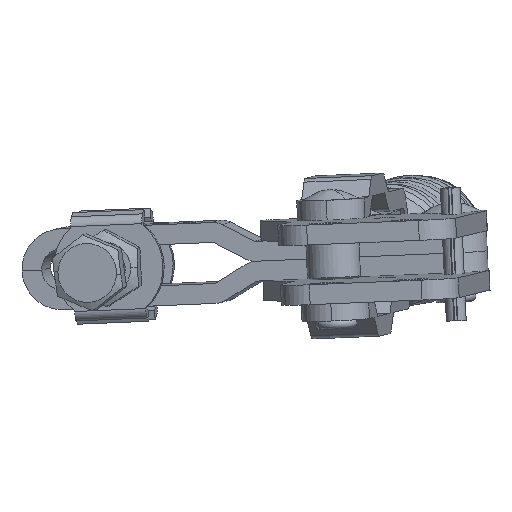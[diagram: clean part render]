
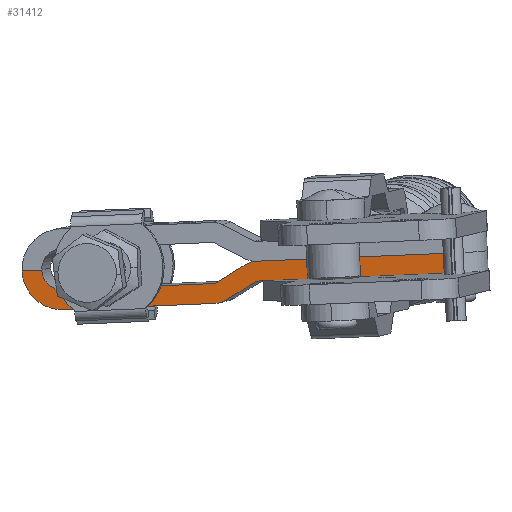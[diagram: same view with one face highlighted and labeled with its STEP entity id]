
A CAD part, front view. The second image highlights one B-rep face of the part: STEP entity #31412.
In plain terms, the highlighted face is planar.
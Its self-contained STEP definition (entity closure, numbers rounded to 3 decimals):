
#19283 = CARTESIAN_POINT ( 'NONE',  ( 971.714, 269.583, 0. ) ) ;
#19284 = DIRECTION ( 'NONE',  ( 1., 0., 0. ) ) ;
#19285 = VECTOR ( 'NONE', #19284, 1000. ) ;
#19286 = CARTESIAN_POINT ( 'NONE',  ( 971.714, 269.583, 0. ) ) ;
#19287 = LINE ( 'NONE', #19286, #19285 ) ;
#19288 = CARTESIAN_POINT ( 'NONE',  ( 994.814, 269.583, 0. ) ) ;
#20047 = DIRECTION ( 'NONE',  ( 1., 0., 0. ) ) ;
#20048 = DIRECTION ( 'NONE',  ( 0., 0., -1. ) ) ;
#20049 = CARTESIAN_POINT ( 'NONE',  ( 1001.114, 266.483, 0. ) ) ;
#20050 = AXIS2_PLACEMENT_3D ( 'NONE', #20049, #20048, #20047 ) ;
#20051 = CIRCLE ( 'NONE', #20050, 3. ) ;
#20052 = CARTESIAN_POINT ( 'NONE',  ( 999.644, 263.868, 0. ) ) ;
#20053 = DIRECTION ( 'NONE',  ( -1., 0., 0. ) ) ;
#20054 = VECTOR ( 'NONE', #20053, 1000. ) ;
#20055 = CARTESIAN_POINT ( 'NONE',  ( 971.714, 266.583, 0. ) ) ;
#20056 = LINE ( 'NONE', #20055, #20054 ) ;
#20057 = CARTESIAN_POINT ( 'NONE',  ( 971.714, 266.583, 0. ) ) ;
#20089 = CARTESIAN_POINT ( 'NONE',  ( 994.814, 266.583, 0. ) ) ;
#20111 = CARTESIAN_POINT ( 'NONE',  ( 1001.114, 263.483, 0. ) ) ;
#20181 = LINE ( 'NONE', #20241, #20240 ) ;
#20182 = CARTESIAN_POINT ( 'NONE',  ( 965.614, 263.483, 0. ) ) ;
#20188 = DIRECTION ( 'NONE',  ( 1., 0., 0. ) ) ;
#20189 = DIRECTION ( 'NONE',  ( 0., 0., -1. ) ) ;
#20190 = CARTESIAN_POINT ( 'NONE',  ( 994.814, 266.583, 0. ) ) ;
#20191 = AXIS2_PLACEMENT_3D ( 'NONE', #20190, #20189, #20188 ) ;
#20192 = CIRCLE ( 'NONE', #20191, 3. ) ;
#20193 = CARTESIAN_POINT ( 'NONE',  ( 996.284, 269.198, 0. ) ) ;
#20212 = CARTESIAN_POINT ( 'NONE',  ( 971.714, 263.483, 0. ) ) ;
#20213 = CARTESIAN_POINT ( 'NONE',  ( 968.614, 263.483, 0. ) ) ;
#20239 = DIRECTION ( 'NONE',  ( -1., 0., 0. ) ) ;
#20240 = VECTOR ( 'NONE', #20239, 1000. ) ;
#20241 = CARTESIAN_POINT ( 'NONE',  ( 968.614, 263.483, 0. ) ) ;
#20256 = DIRECTION ( 'NONE',  ( -0.872, 0.49, 0. ) ) ;
#20257 = VECTOR ( 'NONE', #20256, 1000. ) ;
#20258 = CARTESIAN_POINT ( 'NONE',  ( 999.644, 263.868, 0. ) ) ;
#20259 = LINE ( 'NONE', #20258, #20257 ) ;
#20271 = DIRECTION ( 'NONE',  ( 1., 0., 0. ) ) ;
#20272 = DIRECTION ( 'NONE',  ( 0., 0., 1. ) ) ;
#20273 = AXIS2_PLACEMENT_3D ( 'NONE', #20212, #20272, #20271 ) ;
#20274 = CIRCLE ( 'NONE', #20273, 3.1 ) ;
#20283 = CARTESIAN_POINT ( 'NONE',  ( 1031.52, 266.483, 0. ) ) ;
#20284 = DIRECTION ( 'NONE',  ( 1., 0., 0. ) ) ;
#20285 = VECTOR ( 'NONE', #20284, 1000. ) ;
#20286 = CARTESIAN_POINT ( 'NONE',  ( 1035.614, 266.483, 0. ) ) ;
#20287 = LINE ( 'NONE', #20286, #20285 ) ;
#20311 = DIRECTION ( 'NONE',  ( 1., 0., 0. ) ) ;
#20312 = DIRECTION ( 'NONE',  ( 0., 0., -1. ) ) ;
#20313 = AXIS2_PLACEMENT_3D ( 'NONE', #20318, #20312, #20311 ) ;
#20314 = CIRCLE ( 'NONE', #20313, 6.1 ) ;
#20318 = CARTESIAN_POINT ( 'NONE',  ( 971.714, 263.483, 0. ) ) ;
#20328 = DIRECTION ( 'NONE',  ( 0.872, -0.49, 0. ) ) ;
#20329 = VECTOR ( 'NONE', #20328, 1000. ) ;
#20330 = CARTESIAN_POINT ( 'NONE',  ( 1001.114, 266.483, 0. ) ) ;
#20331 = LINE ( 'NONE', #20330, #20329 ) ;
#20332 = CARTESIAN_POINT ( 'NONE',  ( 1001.114, 266.483, 0. ) ) ;
#20342 = CARTESIAN_POINT ( 'NONE',  ( 1031.52, 263.483, 0. ) ) ;
#20343 = DIRECTION ( 'NONE',  ( -1., 0., 0. ) ) ;
#20344 = VECTOR ( 'NONE', #20343, 1000. ) ;
#20345 = CARTESIAN_POINT ( 'NONE',  ( 1001.114, 263.483, 0. ) ) ;
#20346 = LINE ( 'NONE', #20345, #20344 ) ;
#20391 = DIRECTION ( 'NONE',  ( 1., 0., 0. ) ) ;
#20392 = DIRECTION ( 'NONE',  ( 0., 0., 1. ) ) ;
#20393 = AXIS2_PLACEMENT_3D ( 'NONE', #20395, #20392, #20391 ) ;
#20395 = CARTESIAN_POINT ( 'NONE',  ( 1001.114, 266.483, 0. ) ) ;
#20396 = PLANE ( 'NONE',  #20393 ) ;
#20397 = FACE_OUTER_BOUND ( 'NONE', #31413, .T. ) ;
#20462 = DIRECTION ( 'NONE',  ( 0., 1., 0. ) ) ;
#20463 = VECTOR ( 'NONE', #20462, 1000. ) ;
#20464 = CARTESIAN_POINT ( 'NONE',  ( 1031.52, 252.183, 0. ) ) ;
#20465 = LINE ( 'NONE', #20464, #20463 ) ;
#31045 = VERTEX_POINT ( 'NONE', #19288 ) ;
#31047 = EDGE_CURVE ( 'NONE', #31048, #31045, #19287, .T. ) ;
#31048 = VERTEX_POINT ( 'NONE', #19283 ) ;
#31274 = VERTEX_POINT ( 'NONE', #20057 ) ;
#31276 = EDGE_CURVE ( 'NONE', #31292, #31274, #20056, .T. ) ;
#31278 = VERTEX_POINT ( 'NONE', #20052 ) ;
#31280 = EDGE_CURVE ( 'NONE', #31281, #31278, #20051, .T. ) ;
#31281 = VERTEX_POINT ( 'NONE', #20111 ) ;
#31292 = VERTEX_POINT ( 'NONE', #20089 ) ;
#31314 = VERTEX_POINT ( 'NONE', #20193 ) ;
#31316 = EDGE_CURVE ( 'NONE', #31045, #31314, #20192, .T. ) ;
#31322 = VERTEX_POINT ( 'NONE', #20182 ) ;
#31324 = EDGE_CURVE ( 'NONE', #31338, #31322, #20181, .T. ) ;
#31338 = VERTEX_POINT ( 'NONE', #20213 ) ;
#31340 = EDGE_CURVE ( 'NONE', #31274, #31338, #20274, .T. ) ;
#31347 = EDGE_CURVE ( 'NONE', #31278, #31292, #20259, .T. ) ;
#31368 = EDGE_CURVE ( 'NONE', #31377, #31369, #20287, .T. ) ;
#31369 = VERTEX_POINT ( 'NONE', #20283 ) ;
#31377 = VERTEX_POINT ( 'NONE', #20332 ) ;
#31379 = EDGE_CURVE ( 'NONE', #31314, #31377, #20331, .T. ) ;
#31386 = EDGE_CURVE ( 'NONE', #31322, #31048, #20314, .T. ) ;
#31391 = ORIENTED_EDGE ( 'NONE', *, *, #31280, .T. ) ;
#31392 = ORIENTED_EDGE ( 'NONE', *, *, #31347, .T. ) ;
#31393 = ORIENTED_EDGE ( 'NONE', *, *, #31276, .T. ) ;
#31394 = ORIENTED_EDGE ( 'NONE', *, *, #31340, .T. ) ;
#31395 = ORIENTED_EDGE ( 'NONE', *, *, #31324, .T. ) ;
#31396 = ORIENTED_EDGE ( 'NONE', *, *, #31386, .T. ) ;
#31397 = ORIENTED_EDGE ( 'NONE', *, *, #31047, .T. ) ;
#31398 = ORIENTED_EDGE ( 'NONE', *, *, #31316, .T. ) ;
#31408 = EDGE_CURVE ( 'NONE', #31409, #31281, #20346, .T. ) ;
#31409 = VERTEX_POINT ( 'NONE', #20342 ) ;
#31412 = ADVANCED_FACE ( 'NONE', ( #20397 ), #20396, .F. ) ;
#31413 = EDGE_LOOP ( 'NONE', ( #31473, #31391, #31392, #31393, #31394, #31395, #31396, #31397, #31398, #31459, #31460, #31461 ) ) ;
#31459 = ORIENTED_EDGE ( 'NONE', *, *, #31379, .T. ) ;
#31460 = ORIENTED_EDGE ( 'NONE', *, *, #31368, .T. ) ;
#31461 = ORIENTED_EDGE ( 'NONE', *, *, #31462, .F. ) ;
#31462 = EDGE_CURVE ( 'NONE', #31409, #31369, #20465, .T. ) ;
#31473 = ORIENTED_EDGE ( 'NONE', *, *, #31408, .T. ) ;
